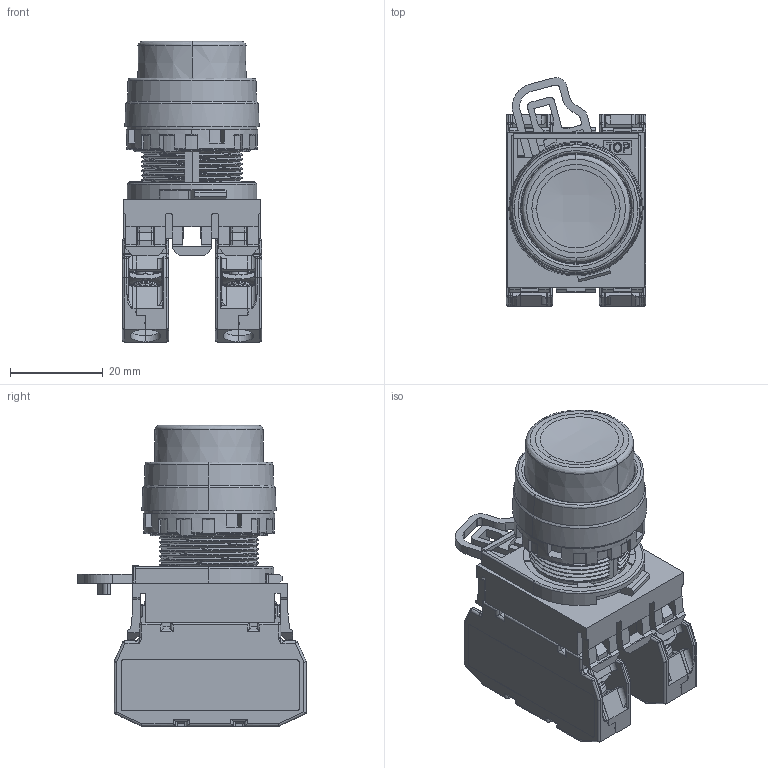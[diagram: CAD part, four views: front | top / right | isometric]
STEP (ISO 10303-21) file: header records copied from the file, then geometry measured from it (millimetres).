
FILE_DESCRIPTION (( 'STEP AP214' ), '1' );
FILE_NAME ('SB-22.BSE_BFE_LED_1.STEP', '2021-05-12T08:20:54', ( '' ), ( '' ), 'SwSTEP 2.0', 'SolidWorks 2016', '' );
FILE_SCHEMA (( 'AUTOMOTIVE_DESIGN' ));
Length unit declared in the file: millimetre
Products named in the file (2): SB-22.BSE_BFE_LED_1
Bounding box: 30.1 x 49.34 x 65.15 mm (x, y, z)
Surface area: 35666 mm2 (no closed solid volume)
Topology: 0 solids, 36 shells, 3428 faces, 9543 edges, 6130 vertices
Faces by surface type: plane 2138, cylinder 874, bspline 359, cone 39, torus 18
Full cylindrical faces by diameter (mm): 18.5 x1
Entity records: 194824 total; most frequent: CARTESIAN_POINT 73843, ORIENTED_EDGE 18789, DIRECTION 14975, EDGE_CURVE 9439, VECTOR 6551, LINE 6551, VERTEX_POINT 6123, AXIS2_PLACEMENT_3D 4212
